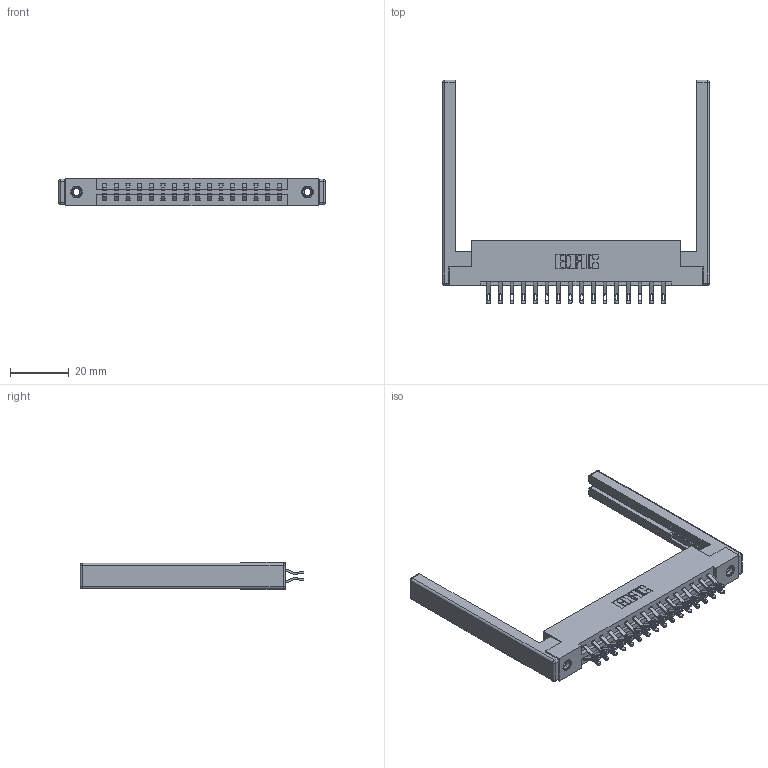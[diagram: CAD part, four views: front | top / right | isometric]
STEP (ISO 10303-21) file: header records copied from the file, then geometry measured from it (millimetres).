
FILE_DESCRIPTION (( 'STEP AP203' ), '1' );
FILE_NAME ('387-032-555-268.STEP', '2019-10-17T16:16:20', ( '' ), ( '' ), 'SwSTEP 2.0', 'SolidWorks 2016', '' );
FILE_SCHEMA (( 'CONFIG_CONTROL_DESIGN' ));
Length unit declared in the file: inch
Products named in the file (5): 345-250-001_345-250-001-102; 345-292-001_555 Tail; 337 Part_Flush Mounting Lugs - 0.156 Dia-TI; 387-032-555-268; 307-220-068
Assembly tree (37 placements, depth 2):
  387-032-555-268
    337 Part_Flush Mounting Lugs - 0.156 Dia-TI
    345-292-001_555 Tail  x32
    345-250-001_345-250-001-102  x2
    307-220-068  x2
Bounding box: 90.83 x 76.21 x 9.4 mm (x, y, z)
Volume: 13704 mm3; surface area: 14666.9 mm2
Topology: 37 solids, 37 shells, 2188 faces, 6749 edges, 4478 vertices
Faces by surface type: plane 1310, cylinder 854, cone 12, sphere 8, torus 4
Entity records: 18854 total; most frequent: CARTESIAN_POINT 3197, ORIENTED_EDGE 3092, DIRECTION 2808, EDGE_CURVE 1546, LINE 1348, VECTOR 1348, VERTEX_POINT 1022, AXIS2_PLACEMENT_3D 730
